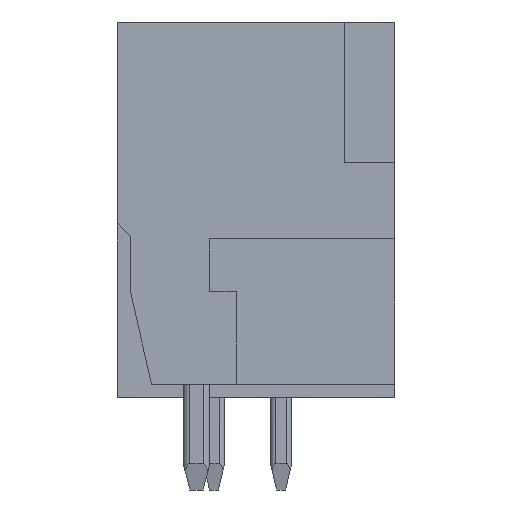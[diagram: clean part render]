
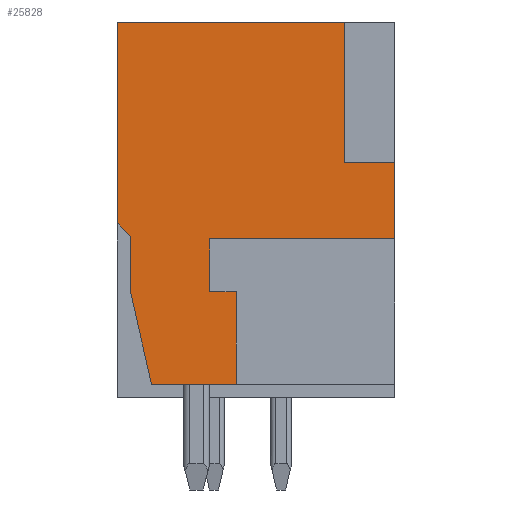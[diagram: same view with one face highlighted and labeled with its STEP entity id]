
A CAD part, front view. The second image highlights one B-rep face of the part: STEP entity #25828.
In plain terms, the highlighted planar face has unit normal (0, -1, 0).
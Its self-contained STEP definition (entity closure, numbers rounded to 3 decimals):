
#19=DIRECTION('',(1.,0.,0.));
#20=VECTOR('',#19,7.);
#21=CARTESIAN_POINT('',(-1.75,-53.31,-1.1));
#22=LINE('',#21,#20);
#546=DIRECTION('',(0.223,0.,-0.975));
#547=VECTOR('',#546,3.59);
#548=CARTESIAN_POINT('',(-4.75,-53.31,-3.1));
#549=LINE('',#548,#547);
#550=DIRECTION('',(0.,0.,1.));
#551=VECTOR('',#550,2.1);
#552=CARTESIAN_POINT('',(-4.75,-53.31,-3.1));
#553=LINE('',#552,#551);
#554=DIRECTION('',(0.707,0.,-0.707));
#555=VECTOR('',#554,0.707);
#556=CARTESIAN_POINT('',(-5.25,-53.31,-0.5));
#557=LINE('',#556,#555);
#558=DIRECTION('',(0.,0.,-1.));
#559=VECTOR('',#558,7.6);
#560=CARTESIAN_POINT('',(-5.25,-53.31,7.1));
#561=LINE('',#560,#559);
#562=DIRECTION('',(-1.,0.,0.));
#563=VECTOR('',#562,8.6);
#564=CARTESIAN_POINT('',(3.35,-53.31,7.1));
#565=LINE('',#564,#563);
#566=DIRECTION('',(0.,0.,-1.));
#567=VECTOR('',#566,5.3);
#568=CARTESIAN_POINT('',(3.35,-53.31,7.1));
#569=LINE('',#568,#567);
#570=DIRECTION('',(-1.,0.,0.));
#571=VECTOR('',#570,1.9);
#572=CARTESIAN_POINT('',(5.25,-53.31,1.8));
#573=LINE('',#572,#571);
#574=DIRECTION('',(0.,0.,1.));
#575=VECTOR('',#574,2.9);
#576=CARTESIAN_POINT('',(5.25,-53.31,-1.1));
#577=LINE('',#576,#575);
#578=DIRECTION('',(0.,0.,-1.));
#579=VECTOR('',#578,2.);
#580=CARTESIAN_POINT('',(-1.75,-53.31,-1.1));
#581=LINE('',#580,#579);
#582=DIRECTION('',(1.,0.,0.));
#583=VECTOR('',#582,1.);
#584=CARTESIAN_POINT('',(-1.75,-53.31,-3.1));
#585=LINE('',#584,#583);
#586=DIRECTION('',(0.,0.,1.));
#587=VECTOR('',#586,3.5);
#588=CARTESIAN_POINT('',(-0.75,-53.31,-6.6));
#589=LINE('',#588,#587);
#590=DIRECTION('',(1.,0.,0.));
#591=VECTOR('',#590,3.2);
#592=CARTESIAN_POINT('',(-3.95,-53.31,-6.6));
#593=LINE('',#592,#591);
#20169=CARTESIAN_POINT('',(-5.25,-53.31,7.1));
#20171=VERTEX_POINT('',#20169);
#20199=CARTESIAN_POINT('',(3.35,-53.31,7.1));
#20200=VERTEX_POINT('',#20199);
#20201=CARTESIAN_POINT('',(5.25,-53.31,1.8));
#20203=VERTEX_POINT('',#20201);
#20211=CARTESIAN_POINT('',(3.35,-53.31,1.8));
#20212=VERTEX_POINT('',#20211);
#20251=CARTESIAN_POINT('',(5.25,-53.31,-1.1));
#20252=VERTEX_POINT('',#20251);
#20257=CARTESIAN_POINT('',(-1.75,-53.31,-3.1));
#20258=CARTESIAN_POINT('',(-0.75,-53.31,-3.1));
#20259=VERTEX_POINT('',#20257);
#20260=VERTEX_POINT('',#20258);
#20263=CARTESIAN_POINT('',(-0.75,-53.31,-6.6));
#20264=VERTEX_POINT('',#20263);
#20265=CARTESIAN_POINT('',(-1.75,-53.31,-1.1));
#20266=VERTEX_POINT('',#20265);
#20269=CARTESIAN_POINT('',(-5.25,-53.31,-0.5));
#20270=CARTESIAN_POINT('',(-4.75,-53.31,-1.));
#20271=VERTEX_POINT('',#20269);
#20272=VERTEX_POINT('',#20270);
#20285=CARTESIAN_POINT('',(-4.75,-53.31,-3.1));
#20286=CARTESIAN_POINT('',(-3.95,-53.31,-6.6));
#20287=VERTEX_POINT('',#20285);
#20288=VERTEX_POINT('',#20286);
#25800=CARTESIAN_POINT('',(0.,-53.31,0.));
#25801=DIRECTION('',(0.,-1.,0.));
#25802=DIRECTION('',(1.,0.,0.));
#25803=AXIS2_PLACEMENT_3D('',#25800,#25801,#25802);
#25804=PLANE('',#25803);
#25806=ORIENTED_EDGE('',*,*,#25805,.F.);
#25808=ORIENTED_EDGE('',*,*,#25807,.T.);
#25810=ORIENTED_EDGE('',*,*,#25809,.F.);
#25812=ORIENTED_EDGE('',*,*,#25811,.F.);
#25814=ORIENTED_EDGE('',*,*,#25813,.F.);
#25816=ORIENTED_EDGE('',*,*,#25815,.T.);
#25818=ORIENTED_EDGE('',*,*,#25817,.F.);
#25820=ORIENTED_EDGE('',*,*,#25819,.F.);
#25821=ORIENTED_EDGE('',*,*,#25172,.F.);
#25822=ORIENTED_EDGE('',*,*,#25201,.T.);
#25823=ORIENTED_EDGE('',*,*,#25795,.T.);
#25824=ORIENTED_EDGE('',*,*,#25782,.F.);
#25825=ORIENTED_EDGE('',*,*,#25364,.F.);
#25826=EDGE_LOOP('',(#25806,#25808,#25810,#25812,#25814,#25816,#25818,#25820,
#25821,#25822,#25823,#25824,#25825));
#25827=FACE_OUTER_BOUND('',#25826,.F.);
#25828=ADVANCED_FACE('',(#25827),#25804,.T.);
#25172=EDGE_CURVE('',#20266,#20252,#22,.T.);
#25201=EDGE_CURVE('',#20266,#20259,#581,.T.);
#25364=EDGE_CURVE('',#20288,#20264,#593,.T.);
#25782=EDGE_CURVE('',#20264,#20260,#589,.T.);
#25795=EDGE_CURVE('',#20259,#20260,#585,.T.);
#25805=EDGE_CURVE('',#20287,#20288,#549,.T.);
#25807=EDGE_CURVE('',#20287,#20272,#553,.T.);
#25809=EDGE_CURVE('',#20271,#20272,#557,.T.);
#25811=EDGE_CURVE('',#20171,#20271,#561,.T.);
#25813=EDGE_CURVE('',#20200,#20171,#565,.T.);
#25815=EDGE_CURVE('',#20200,#20212,#569,.T.);
#25817=EDGE_CURVE('',#20203,#20212,#573,.T.);
#25819=EDGE_CURVE('',#20252,#20203,#577,.T.);
